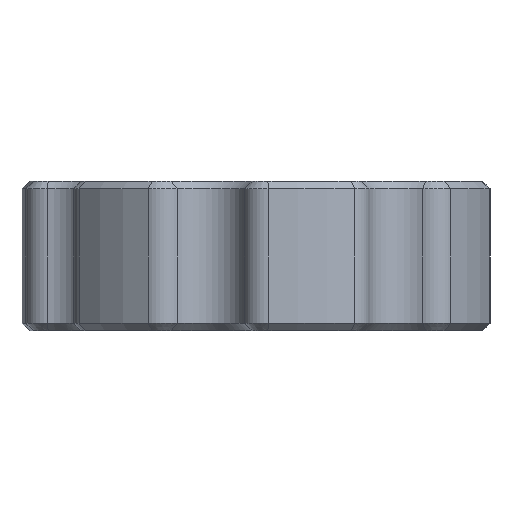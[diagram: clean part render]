
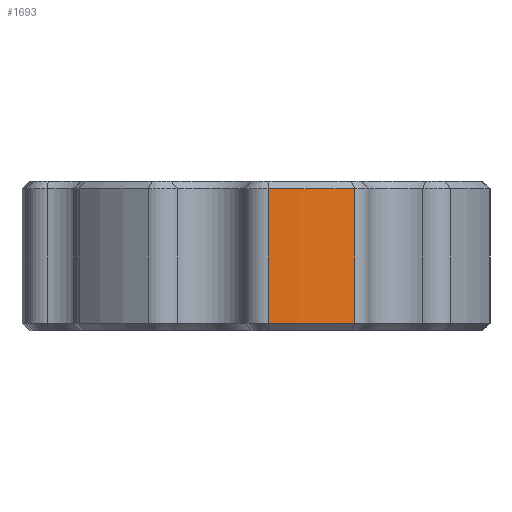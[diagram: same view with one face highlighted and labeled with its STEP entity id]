
A CAD part, left-side view. The second image highlights one B-rep face of the part: STEP entity #1693.
In plain terms, the highlighted cylindrical face has radius 31.765 mm (diameter 63.529 mm), a partial arc.
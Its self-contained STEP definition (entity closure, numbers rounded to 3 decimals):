
#128=FACE_OUTER_BOUND('',#229,.T.);
#229=EDGE_LOOP('',(#1292,#1293,#1294,#1295));
#320=CIRCLE('',#1818,31.765);
#370=CIRCLE('',#1897,31.765);
#509=LINE('',#3271,#601);
#510=LINE('',#3275,#602);
#601=VECTOR('',#2313,10.);
#602=VECTOR('',#2318,10.);
#722=VERTEX_POINT('',#3107);
#724=VERTEX_POINT('',#3113);
#767=VERTEX_POINT('',#3270);
#768=VERTEX_POINT('',#3274);
#901=EDGE_CURVE('',#722,#724,#320,.T.);
#975=EDGE_CURVE('',#724,#767,#509,.T.);
#977=EDGE_CURVE('',#768,#722,#510,.T.);
#978=EDGE_CURVE('',#767,#768,#370,.T.);
#1292=ORIENTED_EDGE('',*,*,#901,.F.);
#1293=ORIENTED_EDGE('',*,*,#977,.F.);
#1294=ORIENTED_EDGE('',*,*,#978,.F.);
#1295=ORIENTED_EDGE('',*,*,#975,.F.);
#1623=CYLINDRICAL_SURFACE('',#1896,31.765);
#1693=ADVANCED_FACE('',(#128),#1623,.T.);
#1818=AXIS2_PLACEMENT_3D('',#3117,#2136,#2137);
#1896=AXIS2_PLACEMENT_3D('',#3273,#2316,#2317);
#1897=AXIS2_PLACEMENT_3D('',#3276,#2319,#2320);
#2136=DIRECTION('center_axis',(0.,0.,
-1.));
#2137=DIRECTION('ref_axis',(-1.,0.,0.));
#2313=DIRECTION('',(0.,0.,1.));
#2316=DIRECTION('center_axis',(0.,0.,
-1.));
#2317=DIRECTION('ref_axis',(1.,0.,0.));
#2318=DIRECTION('',(0.,0.,-1.));
#2319=DIRECTION('center_axis',(0.,0.,
1.));
#2320=DIRECTION('ref_axis',(-1.,0.,0.));
#3107=CARTESIAN_POINT('',(-29.108,-12.716,144.5));
#3113=CARTESIAN_POINT('',(-31.743,-1.173,144.5));
#3117=CARTESIAN_POINT('Origin',(0.,0.,
144.5));
#3270=CARTESIAN_POINT('',(-31.743,-1.173,162.5));
#3271=CARTESIAN_POINT('',(-31.743,-1.173,160.5));
#3273=CARTESIAN_POINT('Origin',(0.,0.,
160.5));
#3274=CARTESIAN_POINT('',(-29.108,-12.716,162.5));
#3275=CARTESIAN_POINT('',(-29.108,-12.716,168.5));
#3276=CARTESIAN_POINT('Origin',(0.,0.,
162.5));
